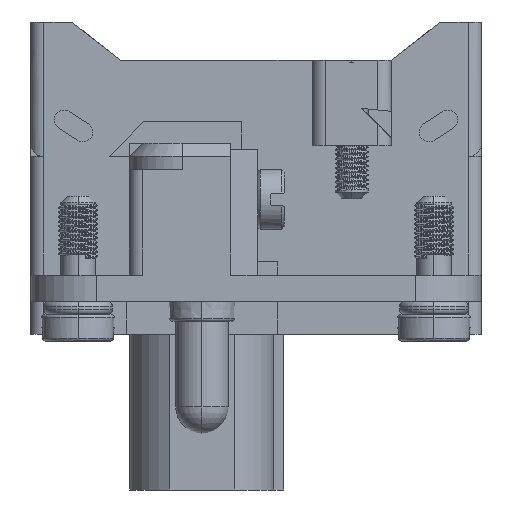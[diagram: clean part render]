
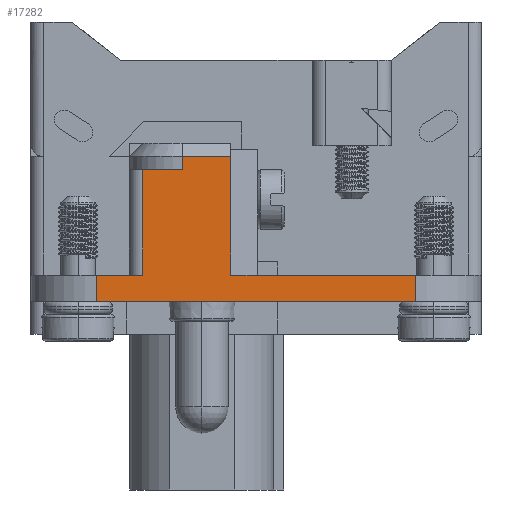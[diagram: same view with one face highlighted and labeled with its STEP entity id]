
A CAD part, left-side view. The second image highlights one B-rep face of the part: STEP entity #17282.
In plain terms, the highlighted planar face has unit normal (-1, 0, 0).
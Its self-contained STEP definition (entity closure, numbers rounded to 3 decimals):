
#212 = VECTOR ( 'NONE', #41922, 1000. ) ;
#289 = CARTESIAN_POINT ( 'NONE',  ( -55.5, -12.1, 14.3 ) ) ;
#1675 = VERTEX_POINT ( 'NONE', #47434 ) ;
#2633 = EDGE_CURVE ( 'NONE', #32235, #18039, #10074, .T. ) ;
#2786 = EDGE_CURVE ( 'NONE', #32235, #15676, #9493, .T. ) ;
#4044 = EDGE_CURVE ( 'NONE', #28305, #8764, #32683, .T. ) ;
#4392 = VERTEX_POINT ( 'NONE', #14928 ) ;
#5274 = CARTESIAN_POINT ( 'NONE',  ( -55.5, -12.1, 36. ) ) ;
#6635 = VECTOR ( 'NONE', #25783, 1000. ) ;
#7095 = VERTEX_POINT ( 'NONE', #16758 ) ;
#7132 = ORIENTED_EDGE ( 'NONE', *, *, #9223, .F. ) ;
#8047 = ORIENTED_EDGE ( 'NONE', *, *, #31597, .F. ) ;
#8124 = ORIENTED_EDGE ( 'NONE', *, *, #31318, .F. ) ;
#8245 = ORIENTED_EDGE ( 'NONE', *, *, #45233, .F. ) ;
#8764 = VERTEX_POINT ( 'NONE', #49109 ) ;
#8813 = FACE_OUTER_BOUND ( 'NONE', #29140, .T. ) ;
#9223 = EDGE_CURVE ( 'NONE', #7095, #18039, #23357, .T. ) ;
#9493 = LINE ( 'NONE', #35222, #42851 ) ;
#10052 = LINE ( 'NONE', #38116, #26680 ) ;
#10074 = LINE ( 'NONE', #32539, #43333 ) ;
#10505 = DIRECTION ( 'NONE',  ( 0., -1., 0. ) ) ;
#12143 = CARTESIAN_POINT ( 'NONE',  ( -55.5, 12.1, 36. ) ) ;
#14349 = EDGE_CURVE ( 'NONE', #49215, #8764, #26927, .T. ) ;
#14602 = CARTESIAN_POINT ( 'NONE',  ( -55.5, 12.1, 16.3 ) ) ;
#14928 = CARTESIAN_POINT ( 'NONE',  ( -55.5, 8.6, 16.3 ) ) ;
#15676 = VERTEX_POINT ( 'NONE', #16778 ) ;
#15702 = CARTESIAN_POINT ( 'NONE',  ( -55.5, -12.1, 36. ) ) ;
#16618 = VECTOR ( 'NONE', #43284, 1000. ) ;
#16758 = CARTESIAN_POINT ( 'NONE',  ( -55.5, 5.6, 24.3 ) ) ;
#16778 = CARTESIAN_POINT ( 'NONE',  ( -55.5, 1.9, 16.3 ) ) ;
#16865 = PLANE ( 'NONE',  #21573 ) ;
#17082 = DIRECTION ( 'NONE',  ( 0., 1., 0. ) ) ;
#17282 = ADVANCED_FACE ( 'NONE', ( #8813 ), #16865, .F. ) ;
#17849 = ORIENTED_EDGE ( 'NONE', *, *, #2786, .F. ) ;
#18039 = VERTEX_POINT ( 'NONE', #48532 ) ;
#19836 = CARTESIAN_POINT ( 'NONE',  ( -55.5, 12.1, 16.3 ) ) ;
#19959 = ORIENTED_EDGE ( 'NONE', *, *, #4044, .F. ) ;
#21573 = AXIS2_PLACEMENT_3D ( 'NONE', #5274, #44034, #47553 ) ;
#21579 = ORIENTED_EDGE ( 'NONE', *, *, #2633, .T. ) ;
#22226 = LINE ( 'NONE', #27826, #38446 ) ;
#23198 = LINE ( 'NONE', #19836, #39920 ) ;
#23357 = LINE ( 'NONE', #41011, #6635 ) ;
#23381 = ORIENTED_EDGE ( 'NONE', *, *, #14349, .T. ) ;
#24378 = VECTOR ( 'NONE', #10505, 1000. ) ;
#24420 = CARTESIAN_POINT ( 'NONE',  ( -55.5, -12.1, 14.3 ) ) ;
#25783 = DIRECTION ( 'NONE',  ( 0., 0., 1. ) ) ;
#26584 = CARTESIAN_POINT ( 'NONE',  ( -55.5, 12.1, 16.3 ) ) ;
#26680 = VECTOR ( 'NONE', #27146, 1000. ) ;
#26927 = LINE ( 'NONE', #12143, #43462 ) ;
#27146 = DIRECTION ( 'NONE',  ( 0., -1., 0. ) ) ;
#27818 = EDGE_CURVE ( 'NONE', #1675, #4392, #22226, .T. ) ;
#27826 = CARTESIAN_POINT ( 'NONE',  ( -55.5, 8.6, 36. ) ) ;
#28305 = VERTEX_POINT ( 'NONE', #24420 ) ;
#29140 = EDGE_LOOP ( 'NONE', ( #17849, #21579, #7132, #8124, #33611, #8047, #23381, #19959, #8245, #33520 ) ) ;
#31318 = EDGE_CURVE ( 'NONE', #1675, #7095, #10052, .T. ) ;
#31568 = EDGE_CURVE ( 'NONE', #15676, #38938, #41542, .T. ) ;
#31597 = EDGE_CURVE ( 'NONE', #49215, #4392, #23198, .T. ) ;
#32235 = VERTEX_POINT ( 'NONE', #41607 ) ;
#32539 = CARTESIAN_POINT ( 'NONE',  ( -55.5, -12.1, 25.3 ) ) ;
#32683 = LINE ( 'NONE', #289, #16618 ) ;
#33520 = ORIENTED_EDGE ( 'NONE', *, *, #31568, .F. ) ;
#33611 = ORIENTED_EDGE ( 'NONE', *, *, #27818, .T. ) ;
#34515 = LINE ( 'NONE', #15702, #212 ) ;
#35222 = CARTESIAN_POINT ( 'NONE',  ( -55.5, 1.9, 26.3 ) ) ;
#37565 = DIRECTION ( 'NONE',  ( 0., -1., 0. ) ) ;
#38116 = CARTESIAN_POINT ( 'NONE',  ( -55.5, 5.6, 24.3 ) ) ;
#38442 = DIRECTION ( 'NONE',  ( 0., 0., -1. ) ) ;
#38446 = VECTOR ( 'NONE', #38442, 1000. ) ;
#38938 = VERTEX_POINT ( 'NONE', #40008 ) ;
#39140 = DIRECTION ( 'NONE',  ( 0., 0., -1. ) ) ;
#39920 = VECTOR ( 'NONE', #37565, 1000. ) ;
#40008 = CARTESIAN_POINT ( 'NONE',  ( -55.5, -12.1, 16.3 ) ) ;
#41011 = CARTESIAN_POINT ( 'NONE',  ( -55.5, 5.6, 24.3 ) ) ;
#41542 = LINE ( 'NONE', #26584, #24378 ) ;
#41607 = CARTESIAN_POINT ( 'NONE',  ( -55.5, 1.9, 25.3 ) ) ;
#41922 = DIRECTION ( 'NONE',  ( 0., 0., -1. ) ) ;
#42851 = VECTOR ( 'NONE', #39140, 1000. ) ;
#43284 = DIRECTION ( 'NONE',  ( 0., 1., 0. ) ) ;
#43333 = VECTOR ( 'NONE', #17082, 1000. ) ;
#43462 = VECTOR ( 'NONE', #47273, 1000. ) ;
#44034 = DIRECTION ( 'NONE',  ( 1., 0., 0. ) ) ;
#45233 = EDGE_CURVE ( 'NONE', #38938, #28305, #34515, .T. ) ;
#47273 = DIRECTION ( 'NONE',  ( 0., 0., -1. ) ) ;
#47434 = CARTESIAN_POINT ( 'NONE',  ( -55.5, 8.6, 24.3 ) ) ;
#47553 = DIRECTION ( 'NONE',  ( 0., 1., 0. ) ) ;
#48532 = CARTESIAN_POINT ( 'NONE',  ( -55.5, 5.6, 25.3 ) ) ;
#49109 = CARTESIAN_POINT ( 'NONE',  ( -55.5, 12.1, 14.3 ) ) ;
#49215 = VERTEX_POINT ( 'NONE', #14602 ) ;
